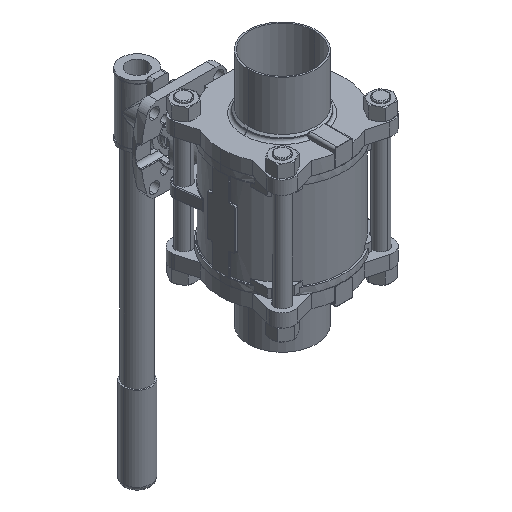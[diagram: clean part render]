
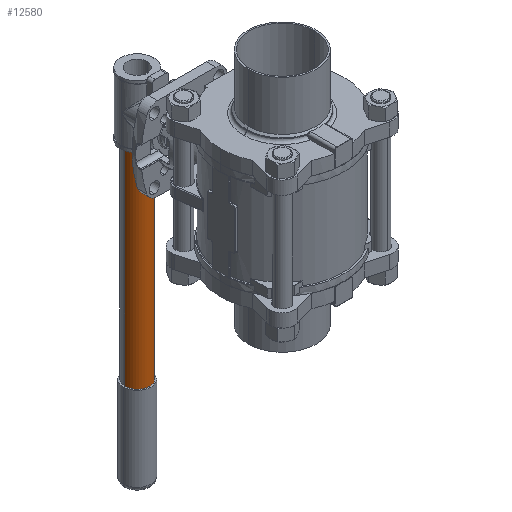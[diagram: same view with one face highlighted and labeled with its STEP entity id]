
A CAD part, isometric view. The second image highlights one B-rep face of the part: STEP entity #12580.
In plain terms, the highlighted cylindrical face has radius 13.843 mm (diameter 27.686 mm), a partial arc.
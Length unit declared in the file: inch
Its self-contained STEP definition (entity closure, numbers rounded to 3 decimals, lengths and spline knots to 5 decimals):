
#7325 = DIRECTION ( 'NONE',  ( 0., 0., -1. ) ) ;
#7326 = DIRECTION ( 'NONE',  ( 1., 0., 0. ) ) ;
#7327 = CARTESIAN_POINT ( 'NONE',  ( -14.375, 0., 0. ) ) ;
#9452 = AXIS2_PLACEMENT_3D ( 'NONE', #7327, #7326, #7325 ) ;
#12580 = ADVANCED_FACE ( 'NONE', ( #15860 ), #15861, .T. ) ;
#13307 = CARTESIAN_POINT ( 'NONE',  ( -1.375, 0., 0. ) ) ;
#13308 = DIRECTION ( 'NONE',  ( -1., 0., 0. ) ) ;
#13309 = DIRECTION ( 'NONE',  ( 0., 0., 1. ) ) ;
#13310 = CARTESIAN_POINT ( 'NONE',  ( -10.5375, 0., 0. ) ) ;
#13311 = DIRECTION ( 'NONE',  ( 1., 0., 0. ) ) ;
#13312 = DIRECTION ( 'NONE',  ( 0., 0., 1. ) ) ;
#14945 = EDGE_LOOP ( 'NONE', ( #17646, #17645, #17647, #17644 ) ) ;
#15860 = FACE_OUTER_BOUND ( 'NONE', #14945, .T. ) ;
#15861 = CYLINDRICAL_SURFACE ( 'NONE', #9452, 0.545 ) ;
#16349 = LINE ( 'NONE', #23024, #25139 ) ;
#16351 = LINE ( 'NONE', #23034, #25120 ) ;
#16895 = VERTEX_POINT ( 'NONE', #22008 ) ;
#16896 = VERTEX_POINT ( 'NONE', #22009 ) ;
#16897 = VERTEX_POINT ( 'NONE', #22010 ) ;
#16898 = VERTEX_POINT ( 'NONE', #22011 ) ;
#17644 = ORIENTED_EDGE ( 'NONE', *, *, #21095, .T. ) ;
#17645 = ORIENTED_EDGE ( 'NONE', *, *, #21096, .T. ) ;
#17646 = ORIENTED_EDGE ( 'NONE', *, *, #20483, .F. ) ;
#17647 = ORIENTED_EDGE ( 'NONE', *, *, #20479, .T. ) ;
#20479 = EDGE_CURVE ( 'NONE', #16898, #16895, #16349, .T. ) ;
#20483 = EDGE_CURVE ( 'NONE', #16897, #16896, #16351, .T. ) ;
#21095 = EDGE_CURVE ( 'NONE', #16895, #16896, #26324, .T. ) ;
#21096 = EDGE_CURVE ( 'NONE', #16897, #16898, #26322, .T. ) ;
#22008 = CARTESIAN_POINT ( 'NONE',  ( -1.375, 0., -0.545 ) ) ;
#22009 = CARTESIAN_POINT ( 'NONE',  ( -1.375, 0., 0.545 ) ) ;
#22010 = CARTESIAN_POINT ( 'NONE',  ( -10.5375, 0., 0.545 ) ) ;
#22011 = CARTESIAN_POINT ( 'NONE',  ( -10.5375, 0., -0.545 ) ) ;
#23024 = CARTESIAN_POINT ( 'NONE',  ( -14.375, 0., -0.545 ) ) ;
#23025 = DIRECTION ( 'NONE',  ( 1., 0., 0. ) ) ;
#23034 = CARTESIAN_POINT ( 'NONE',  ( -14.375, 0., 0.545 ) ) ;
#23035 = DIRECTION ( 'NONE',  ( 1., 0., 0. ) ) ;
#25120 = VECTOR ( 'NONE', #23035, 39.37008 ) ;
#25139 = VECTOR ( 'NONE', #23025, 39.37008 ) ;
#26309 = AXIS2_PLACEMENT_3D ( 'NONE', #13310, #13311, #13312 ) ;
#26311 = AXIS2_PLACEMENT_3D ( 'NONE', #13307, #13308, #13309 ) ;
#26322 = CIRCLE ( 'NONE', #26309, 0.545 ) ;
#26324 = CIRCLE ( 'NONE', #26311, 0.545 ) ;
